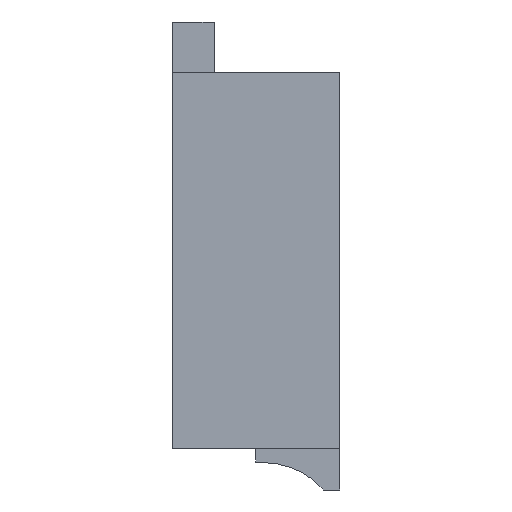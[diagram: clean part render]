
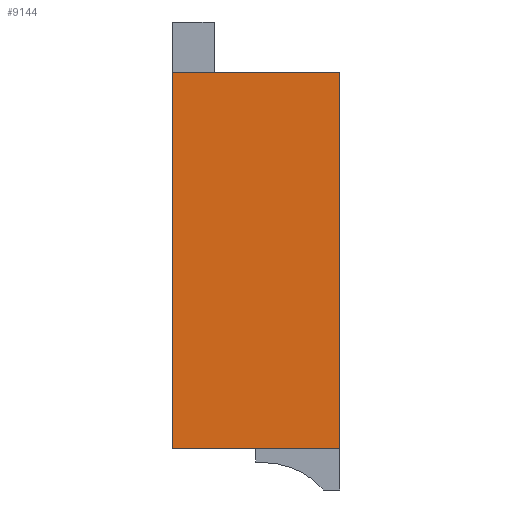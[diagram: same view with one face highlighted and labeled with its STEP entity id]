
A CAD part, left-side view. The second image highlights one B-rep face of the part: STEP entity #9144.
In plain terms, the highlighted planar face has unit normal (-1, 0, 0).
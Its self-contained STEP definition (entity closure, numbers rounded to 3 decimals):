
#498=DIRECTION('',(0.,0.,1.));
#499=VECTOR('',#498,4.5);
#500=CARTESIAN_POINT('',(-9.55,0.,-2.25));
#501=LINE('',#500,#499);
#1966=DIRECTION('',(0.,1.,0.));
#1967=VECTOR('',#1966,2.);
#1968=CARTESIAN_POINT('',(-9.55,0.,2.25));
#1969=LINE('',#1968,#1967);
#3498=DIRECTION('',(0.,0.,1.));
#3499=VECTOR('',#3498,4.5);
#3500=CARTESIAN_POINT('',(-9.55,2.,-2.25));
#3501=LINE('',#3500,#3499);
#3578=DIRECTION('',(0.,1.,0.));
#3579=VECTOR('',#3578,2.);
#3580=CARTESIAN_POINT('',(-9.55,0.,-2.25));
#3581=LINE('',#3580,#3579);
#4078=CARTESIAN_POINT('',(-9.55,0.,-2.25));
#4079=CARTESIAN_POINT('',(-9.55,0.,2.25));
#4080=VERTEX_POINT('',#4078);
#4081=VERTEX_POINT('',#4079);
#4086=CARTESIAN_POINT('',(-9.55,2.,-2.25));
#4087=CARTESIAN_POINT('',(-9.55,2.,2.25));
#4088=VERTEX_POINT('',#4086);
#4089=VERTEX_POINT('',#4087);
#9133=CARTESIAN_POINT('',(-9.55,0.,-2.25));
#9134=DIRECTION('',(-1.,0.,0.));
#9135=DIRECTION('',(0.,0.,1.));
#9136=AXIS2_PLACEMENT_3D('',#9133,#9134,#9135);
#9137=PLANE('',#9136);
#9138=ORIENTED_EDGE('',*,*,#5495,.F.);
#9139=ORIENTED_EDGE('',*,*,#5518,.T.);
#9140=ORIENTED_EDGE('',*,*,#8999,.T.);
#9141=ORIENTED_EDGE('',*,*,#8006,.F.);
#9142=EDGE_LOOP('',(#9138,#9139,#9140,#9141));
#9143=FACE_OUTER_BOUND('',#9142,.F.);
#9144=ADVANCED_FACE('',(#9143),#9137,.T.);
#5495=EDGE_CURVE('',#4080,#4081,#501,.T.);
#5518=EDGE_CURVE('',#4080,#4088,#3581,.T.);
#8006=EDGE_CURVE('',#4081,#4089,#1969,.T.);
#8999=EDGE_CURVE('',#4088,#4089,#3501,.T.);
